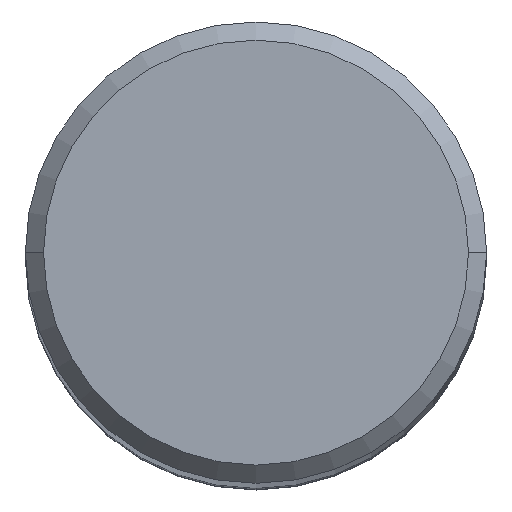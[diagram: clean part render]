
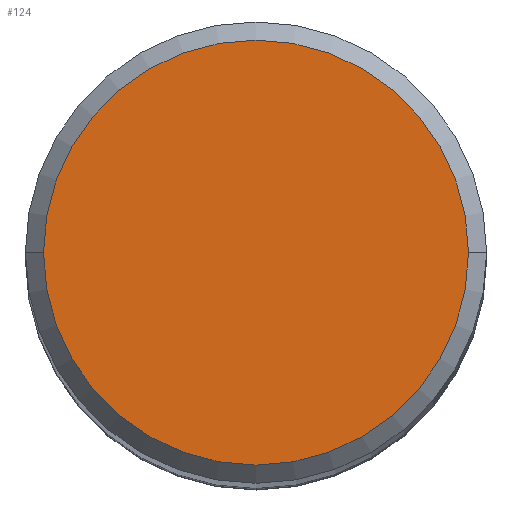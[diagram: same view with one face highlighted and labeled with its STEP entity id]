
A CAD part, top view. The second image highlights one B-rep face of the part: STEP entity #124.
In plain terms, the highlighted planar face has unit normal (0, 0, 1).
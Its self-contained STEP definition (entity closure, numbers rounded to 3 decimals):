
#30=PLANE('',#1107);
#124=ADVANCED_FACE('',(#225),#30,.F.);
#225=FACE_OUTER_BOUND('',#281,.T.);
#281=EDGE_LOOP('',(#480,#481,#482,#483));
#480=ORIENTED_EDGE('',*,*,#689,.T.);
#481=ORIENTED_EDGE('',*,*,#687,.T.);
#482=ORIENTED_EDGE('',*,*,#686,.T.);
#483=ORIENTED_EDGE('',*,*,#690,.T.);
#578=VERTEX_POINT('',#2593);
#579=VERTEX_POINT('',#2595);
#580=VERTEX_POINT('',#2597);
#581=VERTEX_POINT('',#2601);
#686=EDGE_CURVE('',#579,#578,#832,.T.);
#687=EDGE_CURVE('',#580,#579,#833,.T.);
#689=EDGE_CURVE('',#581,#580,#834,.T.);
#690=EDGE_CURVE('',#578,#581,#835,.T.);
#832=CIRCLE('',#1101,11.7);
#833=CIRCLE('',#1102,11.7);
#834=CIRCLE('',#1104,11.7);
#835=CIRCLE('',#1105,11.7);
#1101=AXIS2_PLACEMENT_3D('',#2594,#1355,#1356);
#1102=AXIS2_PLACEMENT_3D('',#2596,#1357,#1358);
#1104=AXIS2_PLACEMENT_3D('',#2600,#1362,#1363);
#1105=AXIS2_PLACEMENT_3D('',#2602,#1364,#1365);
#1107=AXIS2_PLACEMENT_3D('',#2604,#1368,#1369);
#1355=DIRECTION('',(0.,0.,1.));
#1356=DIRECTION('',(0.,-1.,0.));
#1357=DIRECTION('',(0.,0.,1.));
#1358=DIRECTION('',(-1.,0.,0.));
#1362=DIRECTION('',(0.,0.,1.));
#1363=DIRECTION('',(0.,1.,0.));
#1364=DIRECTION('',(0.,0.,1.));
#1365=DIRECTION('',(1.,0.,0.));
#1368=DIRECTION('',(0.,0.,-1.));
#1369=DIRECTION('',(1.,0.,0.));
#2593=CARTESIAN_POINT('',(11.7,0.,0.));
#2594=CARTESIAN_POINT('',(0.,0.,0.));
#2595=CARTESIAN_POINT('',(0.,-11.7,0.));
#2596=CARTESIAN_POINT('',(0.,0.,0.));
#2597=CARTESIAN_POINT('',(-11.7,0.,0.));
#2600=CARTESIAN_POINT('',(0.,0.,0.));
#2601=CARTESIAN_POINT('',(0.,11.7,0.));
#2602=CARTESIAN_POINT('',(0.,0.,0.));
#2604=CARTESIAN_POINT('',(0.,0.,0.));
